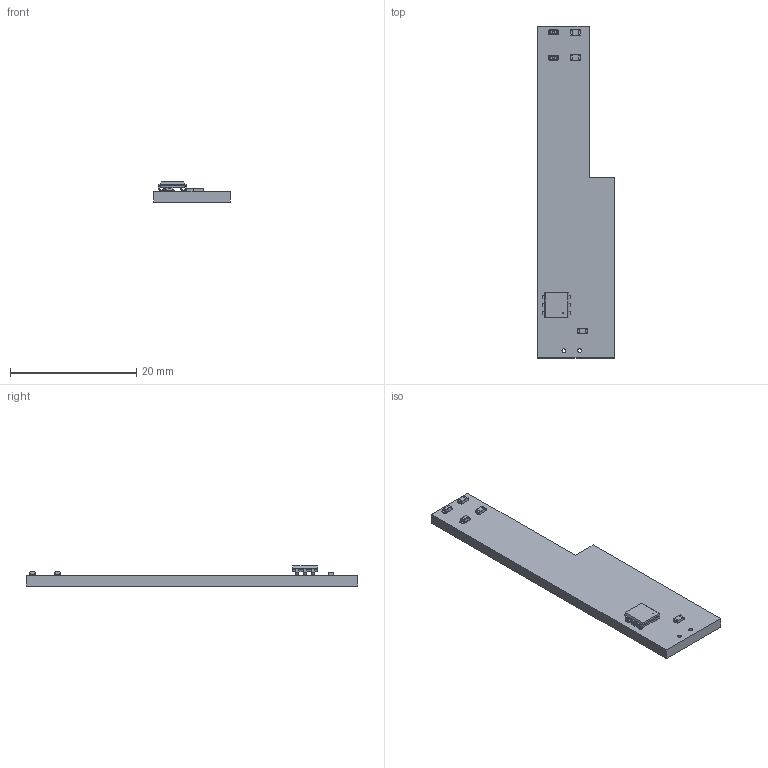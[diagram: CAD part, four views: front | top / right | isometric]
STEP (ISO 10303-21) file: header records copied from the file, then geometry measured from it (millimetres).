
FILE_DESCRIPTION(('Open CASCADE Model'),'2;1');
FILE_NAME('Open CASCADE Shape Model','2021-12-08T14:17:02',('Author'),( 'Open CASCADE'),'Open CASCADE STEP processor 6.8','Open CASCADE 6.8' ,'Unknown');
FILE_SCHEMA(('AUTOMOTIVE_DESIGN { 1 0 10303 214 1 1 1 1 }'));
Length unit declared in the file: millimetre
Products named in the file (14): PCB; Board; Open CASCADE STEP translator 6.8 7.1.1; U1; DS2413P; R3; Res_0603_1608_CRCW06030000Z0EA; R2; R1; D2; LED_SMD_0603; 6405118288; Extruded; D1
Assembly tree (17 placements, depth 4):
  PCB
    Board
      Open CASCADE STEP translator 6.8 7.1.1
    U1
      DS2413P
    R3
      Res_0603_1608_CRCW06030000Z0EA
    R2
      Res_0603_1608_CRCW06030000Z0EA
    R1
      Res_0603_1608_CRCW06030000Z0EA
    D2
      LED_SMD_0603
      6405118288
        Extruded
    D1
      LED_SMD_0603
      6405118288
        Extruded
Bounding box: 12.15 x 52.5 x 3.19 mm (x, y, z)
Volume: 933.5 mm3; surface area: 1417.3 mm2
Topology: 25 solids, 27 shells, 349 faces, 783 edges, 490 vertices
Faces by surface type: plane 278, cylinder 55, bspline 16
Full cylindrical faces by diameter (mm): 0.194 x1, 0.6 x2
Entity records: 7093 total; most frequent: CARTESIAN_POINT 1139, DIRECTION 915, ORIENTED_EDGE 898, EDGE_CURVE 449, LINE 363, VECTOR 363, VERTEX_POINT 278, AXIS2_PLACEMENT_3D 276
